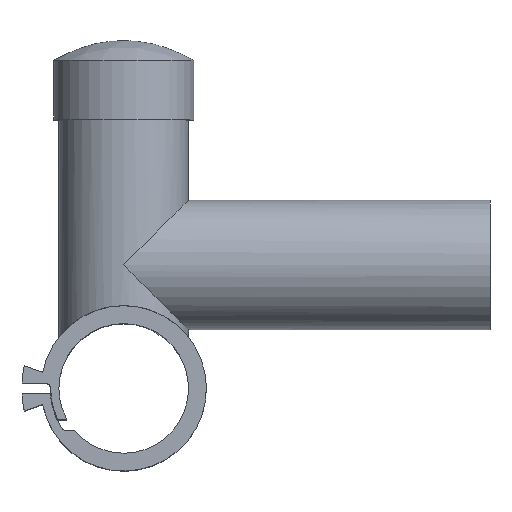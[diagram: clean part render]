
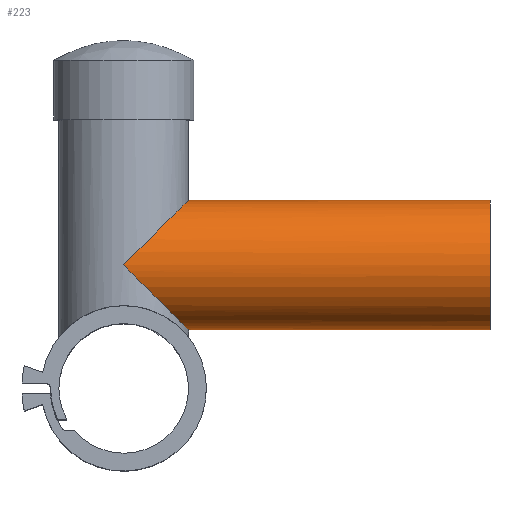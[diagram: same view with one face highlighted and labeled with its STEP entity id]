
A CAD part, top view. The second image highlights one B-rep face of the part: STEP entity #223.
In plain terms, the highlighted cylindrical face has radius 31.5 mm (diameter 63 mm), a partial arc.
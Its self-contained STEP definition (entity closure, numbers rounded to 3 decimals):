
#223 = ADVANCED_FACE( '', ( #616 ), #617, .T. );
#229 = EDGE_CURVE( '', #511, #345, #623, .T. );
#263 = VERTEX_POINT( '', #658 );
#325 = EDGE_CURVE( '', #511, #263, #727, .T. );
#333 = VERTEX_POINT( '', #735 );
#345 = VERTEX_POINT( '', #747 );
#365 = VERTEX_POINT( '', #770 );
#395 = EDGE_CURVE( '', #365, #333, #803, .T. );
#405 = EDGE_CURVE( '', #263, #365, #814, .T. );
#483 = EDGE_CURVE( '', #345, #333, #903, .T. );
#511 = VERTEX_POINT( '', #936 );
#616 = FACE_OUTER_BOUND( '', #1037, .T. );
#617 = CYLINDRICAL_SURFACE( '', #1038, 31.5 );
#623 = ELLIPSE( '', #1046, 44.548, 31.5 );
#658 = CARTESIAN_POINT( '', ( 178., 28.5, 0. ) );
#727 = LINE( '', #1216, #1217 );
#735 = CARTESIAN_POINT( '', ( 31.5, 91.5, 0. ) );
#747 = CARTESIAN_POINT( '', ( 0., 60., 31.5 ) );
#770 = CARTESIAN_POINT( '', ( 178., 91.5, 0. ) );
#803 = LINE( '', #1380, #1381 );
#814 = CIRCLE( '', #1427, 31.5 );
#903 = ELLIPSE( '', #1576, 44.548, 31.5 );
#936 = CARTESIAN_POINT( '', ( 31.5, 28.5, 0. ) );
#1037 = EDGE_LOOP( '', ( #1917, #1918, #1919, #1920, #1921 ) );
#1038 = AXIS2_PLACEMENT_3D( '', #1922, #1923, #1924 );
#1046 = AXIS2_PLACEMENT_3D( '', #1928, #1929, #1930 );
#1216 = CARTESIAN_POINT( '', ( 89., 28.5, 0. ) );
#1217 = VECTOR( '', #2030, 1. );
#1380 = CARTESIAN_POINT( '', ( 89., 91.5, 0. ) );
#1381 = VECTOR( '', #2118, 1. );
#1427 = AXIS2_PLACEMENT_3D( '', #2125, #2126, #2127 );
#1576 = AXIS2_PLACEMENT_3D( '', #2223, #2224, #2225 );
#1917 = ORIENTED_EDGE( '', *, *, #395, .T. );
#1918 = ORIENTED_EDGE( '', *, *, #483, .F. );
#1919 = ORIENTED_EDGE( '', *, *, #229, .F. );
#1920 = ORIENTED_EDGE( '', *, *, #325, .T. );
#1921 = ORIENTED_EDGE( '', *, *, #405, .T. );
#1922 = CARTESIAN_POINT( '', ( 89., 60., 0. ) );
#1923 = DIRECTION( '', ( 1., 0., 0. ) );
#1924 = DIRECTION( '', ( 0., 1., 0. ) );
#1928 = CARTESIAN_POINT( '', ( 0., 60., 0. ) );
#1929 = DIRECTION( '', ( -0.707, -0.707, 0. ) );
#1930 = DIRECTION( '', ( -0.707, 0.707, 0. ) );
#2030 = DIRECTION( '', ( 1., 0., 0. ) );
#2118 = DIRECTION( '', ( -1., 0., 0. ) );
#2125 = CARTESIAN_POINT( '', ( 178., 60., 0. ) );
#2126 = DIRECTION( '', ( -1., 0., 0. ) );
#2127 = DIRECTION( '', ( 0., 1., 0. ) );
#2223 = CARTESIAN_POINT( '', ( 0., 60., 0. ) );
#2224 = DIRECTION( '', ( -0.707, 0.707, 0. ) );
#2225 = DIRECTION( '', ( 0.707, 0.707, 0. ) );
